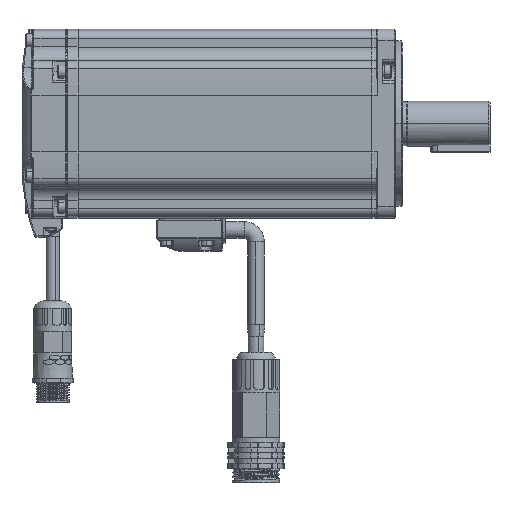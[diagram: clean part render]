
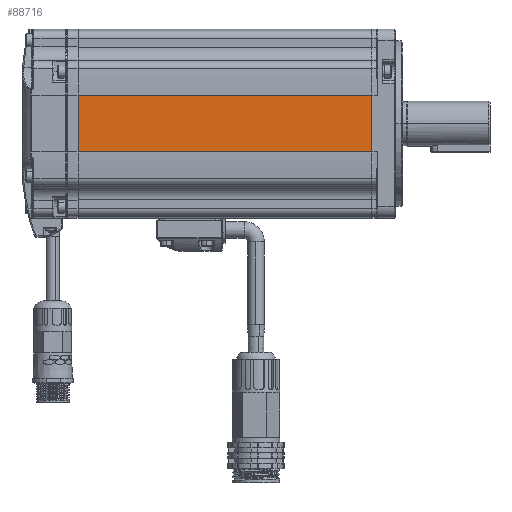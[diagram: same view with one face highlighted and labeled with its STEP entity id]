
A CAD part, top view. The second image highlights one B-rep face of the part: STEP entity #88716.
In plain terms, the highlighted planar face has unit normal (0, 0, 1).
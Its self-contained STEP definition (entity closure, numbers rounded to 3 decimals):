
#1194 = ORIENTED_EDGE ( 'NONE', *, *, #59187, .T. ) ;
#4151 = CARTESIAN_POINT ( 'NONE',  ( 26.51, -13.904, 234.3 ) ) ;
#7511 = AXIS2_PLACEMENT_3D ( 'NONE', #87639, #49415, #13588 ) ;
#12322 = EDGE_LOOP ( 'NONE', ( #48803, #92614, #80263, #1194 ) ) ;
#13588 = DIRECTION ( 'NONE',  ( 0., -1., 0. ) ) ;
#13606 = VERTEX_POINT ( 'NONE', #4151 ) ;
#15500 = LINE ( 'NONE', #35086, #69855 ) ;
#16993 = CARTESIAN_POINT ( 'NONE',  ( -97.49, -13.904, 234.3 ) ) ;
#17239 = CARTESIAN_POINT ( 'NONE',  ( 26.51, 10.096, 234.3 ) ) ;
#17924 = VERTEX_POINT ( 'NONE', #16993 ) ;
#23134 = DIRECTION ( 'NONE',  ( 1., 0., 0. ) ) ;
#26987 = LINE ( 'NONE', #60014, #87269 ) ;
#30966 = DIRECTION ( 'NONE',  ( 0., -1., 0. ) ) ;
#33488 = VECTOR ( 'NONE', #37191, 1000. ) ;
#35086 = CARTESIAN_POINT ( 'NONE',  ( -97.99, -13.904, 234.3 ) ) ;
#35149 = PLANE ( 'NONE',  #7511 ) ;
#37191 = DIRECTION ( 'NONE',  ( 0., 1., 0. ) ) ;
#37523 = VERTEX_POINT ( 'NONE', #79306 ) ;
#38938 = FACE_OUTER_BOUND ( 'NONE', #12322, .T. ) ;
#39937 = LINE ( 'NONE', #75323, #81703 ) ;
#48803 = ORIENTED_EDGE ( 'NONE', *, *, #79894, .F. ) ;
#49415 = DIRECTION ( 'NONE',  ( 0., 0., -1. ) ) ;
#53896 = EDGE_CURVE ( 'NONE', #17924, #37523, #55487, .T. ) ;
#55487 = LINE ( 'NONE', #81584, #33488 ) ;
#59187 = EDGE_CURVE ( 'NONE', #17924, #13606, #15500, .T. ) ;
#60014 = CARTESIAN_POINT ( 'NONE',  ( -97.99, 10.096, 234.3 ) ) ;
#68997 = VERTEX_POINT ( 'NONE', #17239 ) ;
#69855 = VECTOR ( 'NONE', #87249, 1000. ) ;
#73046 = EDGE_CURVE ( 'NONE', #37523, #68997, #26987, .T. ) ;
#75323 = CARTESIAN_POINT ( 'NONE',  ( 26.51, -1.904, 234.3 ) ) ;
#79306 = CARTESIAN_POINT ( 'NONE',  ( -97.49, 10.096, 234.3 ) ) ;
#79894 = EDGE_CURVE ( 'NONE', #68997, #13606, #39937, .T. ) ;
#80263 = ORIENTED_EDGE ( 'NONE', *, *, #53896, .F. ) ;
#81584 = CARTESIAN_POINT ( 'NONE',  ( -97.49, -1.904, 234.3 ) ) ;
#81703 = VECTOR ( 'NONE', #30966, 1000. ) ;
#87249 = DIRECTION ( 'NONE',  ( 1., 0., 0. ) ) ;
#87269 = VECTOR ( 'NONE', #23134, 1000. ) ;
#87639 = CARTESIAN_POINT ( 'NONE',  ( -97.99, -1.904, 234.3 ) ) ;
#88716 = ADVANCED_FACE ( 'NONE', ( #38938 ), #35149, .F. ) ;
#92614 = ORIENTED_EDGE ( 'NONE', *, *, #73046, .F. ) ;
